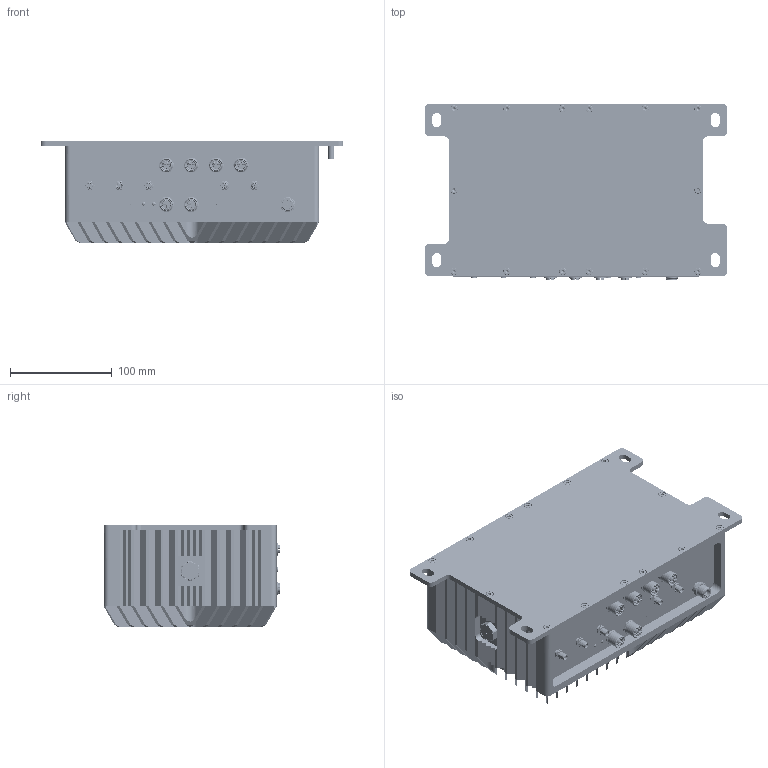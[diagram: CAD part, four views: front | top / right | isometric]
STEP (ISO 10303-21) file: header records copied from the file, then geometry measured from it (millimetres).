
FILE_DESCRIPTION(/* description */ (''),/* implementation_level */ '2;1');
FILE_NAME(/* name */ 'RPC-RMLA3.stp',/* time_stamp */ '2020-02-06T16:54:21+01:00',/* author */ ('AM'),/* organization */ (''),/* preprocessor_version */ 'ST-DEVELOPER v17.2',/* originating_system */ 'Autodesk Inventor 2019',/* authorisation */ '');
FILE_SCHEMA (('AUTOMOTIVE_DESIGN { 1 0 10303 214 3 1 1 }'));
Products named in the file (1): RPC-RMLA3_Shrinkwrap_1
Bounding box: 298 x 173.58 x 100 mm (x, y, z)
Volume: 3341741.9 mm3; surface area: 346855.1 mm2
Topology: 1 solids, 1 shells, 4094 faces, 11487 edges, 7482 vertices
Faces by surface type: plane 1857, cylinder 1234, bspline 433, cone 413, torus 157
Full cylindrical faces by diameter (mm): 0.1 x5, 0.725 x48, 0.97 x5, 1 x8, 1.1 x32, 1.2 x32, 1.225 x32, 1.29 x48, 2 x1, 2.2 x1, 4.08 x5, 4.61 x5, 5.33 x5, 5.5 x6, 6 x1, 7 x14, 8 x14, 8.2 x10, 10.2 x5, 11 x11, 12 x2, 12.4 x1, 13 x6, 17.435 x1
Entity records: 254619 total; most frequent: CARTESIAN_POINT 147582, ORIENTED_EDGE 22840, DIRECTION 20192, EDGE_CURVE 11420, VERTEX_POINT 7482, AXIS2_PLACEMENT_3D 7342, LINE 5508, VECTOR 5508
